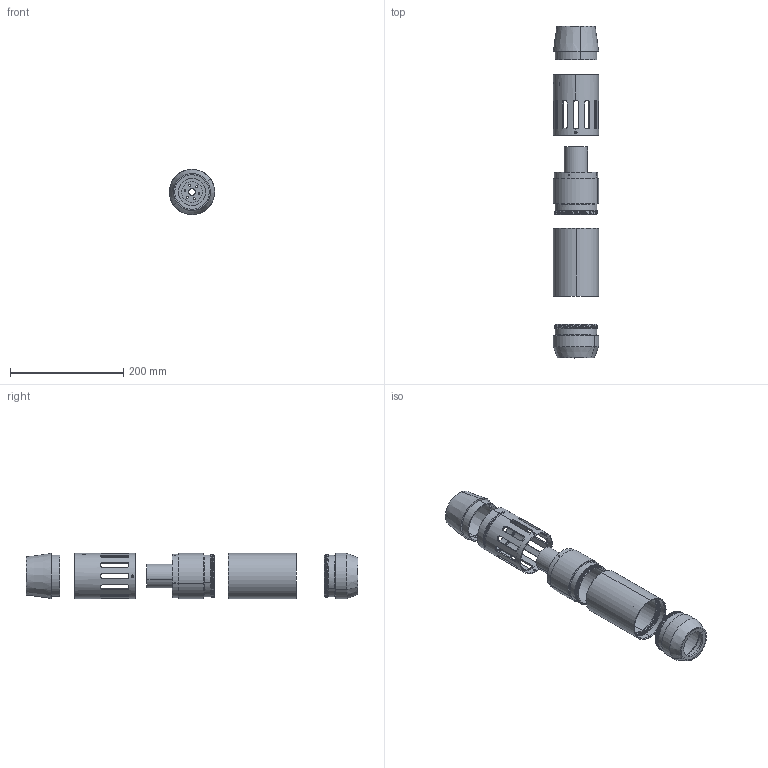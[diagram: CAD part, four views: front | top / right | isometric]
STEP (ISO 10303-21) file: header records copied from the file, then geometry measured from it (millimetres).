
FILE_DESCRIPTION (( 'STEP AP203' ), '1' );
FILE_NAME ('UWSC_V2_MONTAJ.STEP', '2025-04-17T16:38:43', ( '' ), ( '' ), 'SwSTEP 2.0', 'SolidWorks 2025', '' );
FILE_SCHEMA (( 'CONFIG_CONTROL_DESIGN' ));
Length unit declared in the file: millimetre
Products named in the file (6): UWSC_V2_MOTOR_1; UWSC_V2_MONTAJ; UWSC_V2_MOTOR_2; UWSC_V2_TOP; UWSC_V2_MOTOR_3; UWSC_V2_BODY
Assembly tree (5 placements, depth 2):
  UWSC_V2_MONTAJ
    UWSC_V2_BODY
    UWSC_V2_MOTOR_1
    UWSC_V2_MOTOR_2
    UWSC_V2_TOP
    UWSC_V2_MOTOR_3
Bounding box: 80 x 585.98 x 80 mm (x, y, z)
Volume: 375241.2 mm3; surface area: 223589.6 mm2
Topology: 5 solids, 5 shells, 326 faces, 875 edges, 567 vertices
Faces by surface type: cylinder 175, plane 104, cone 24, bspline 23
Entity records: 20739 total; most frequent: CARTESIAN_POINT 12427, ORIENTED_EDGE 1750, DIRECTION 1422, EDGE_CURVE 875, VERTEX_POINT 567, AXIS2_PLACEMENT_3D 510, VECTOR 402, LINE 402
